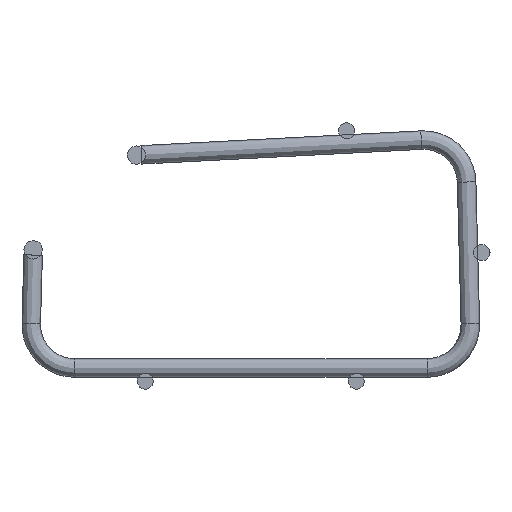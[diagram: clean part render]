
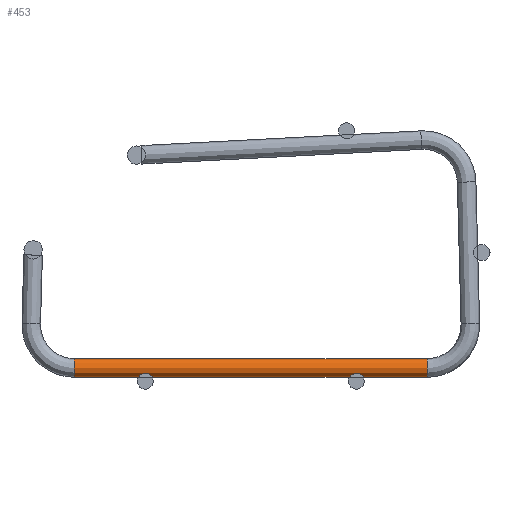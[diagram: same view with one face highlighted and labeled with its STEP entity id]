
A CAD part, left-side view. The second image highlights one B-rep face of the part: STEP entity #453.
In plain terms, the highlighted cylindrical face has radius 2.2 mm (diameter 4.4 mm), a full revolution.
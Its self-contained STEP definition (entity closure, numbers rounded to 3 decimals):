
#197=FACE_OUTER_BOUND('',#224,.T.);
#224=EDGE_LOOP('',(#402,#403,#404,#405,#406,#407));
#237=LINE('',#827,#247);
#247=VECTOR('',#662,2.2);
#270=CIRCLE('',#511,2.2);
#271=CIRCLE('',#512,2.2);
#272=CIRCLE('',#514,2.2);
#273=CIRCLE('',#515,2.2);
#297=VERTEX_POINT('',#820);
#298=VERTEX_POINT('',#822);
#299=VERTEX_POINT('',#826);
#300=VERTEX_POINT('',#828);
#333=EDGE_CURVE('',#297,#298,#270,.T.);
#334=EDGE_CURVE('',#298,#297,#271,.T.);
#335=EDGE_CURVE('',#298,#299,#237,.T.);
#336=EDGE_CURVE('',#299,#300,#272,.T.);
#337=EDGE_CURVE('',#300,#299,#273,.T.);
#402=ORIENTED_EDGE('',*,*,#334,.F.);
#403=ORIENTED_EDGE('',*,*,#335,.T.);
#404=ORIENTED_EDGE('',*,*,#336,.T.);
#405=ORIENTED_EDGE('',*,*,#337,.T.);
#406=ORIENTED_EDGE('',*,*,#335,.F.);
#407=ORIENTED_EDGE('',*,*,#333,.F.);
#429=CYLINDRICAL_SURFACE('',#513,2.2);
#453=ADVANCED_FACE('',(#197),#429,.T.);
#511=AXIS2_PLACEMENT_3D('',#823,#656,#657);
#512=AXIS2_PLACEMENT_3D('',#824,#658,#659);
#513=AXIS2_PLACEMENT_3D('',#825,#660,#661);
#514=AXIS2_PLACEMENT_3D('',#829,#663,#664);
#515=AXIS2_PLACEMENT_3D('',#830,#665,#666);
#656=DIRECTION('center_axis',(0.,-1.,0.));
#657=DIRECTION('ref_axis',(1.,0.,0.));
#658=DIRECTION('center_axis',(0.,-1.,0.));
#659=DIRECTION('ref_axis',(1.,0.,0.));
#660=DIRECTION('center_axis',(0.,-1.,0.));
#661=DIRECTION('ref_axis',(1.,0.,0.));
#662=DIRECTION('',(0.,1.,0.));
#663=DIRECTION('center_axis',(0.,-1.,0.));
#664=DIRECTION('ref_axis',(1.,0.,0.));
#665=DIRECTION('center_axis',(0.,-1.,0.));
#666=DIRECTION('ref_axis',(1.,0.,0.));
#820=CARTESIAN_POINT('',(0.,-41.788,-24.782));
#822=CARTESIAN_POINT('',(-2.2,-41.788,-26.982));
#823=CARTESIAN_POINT('Origin',(0.,-41.788,-26.982));
#824=CARTESIAN_POINT('Origin',(0.,-41.788,-26.982));
#825=CARTESIAN_POINT('Origin',(0.,41.788,-26.982));
#826=CARTESIAN_POINT('',(-2.2,41.788,-26.982));
#827=CARTESIAN_POINT('',(-2.2,41.788,-26.982));
#828=CARTESIAN_POINT('',(0.,41.788,-24.782));
#829=CARTESIAN_POINT('Origin',(0.,41.788,-26.982));
#830=CARTESIAN_POINT('Origin',(0.,41.788,-26.982));
